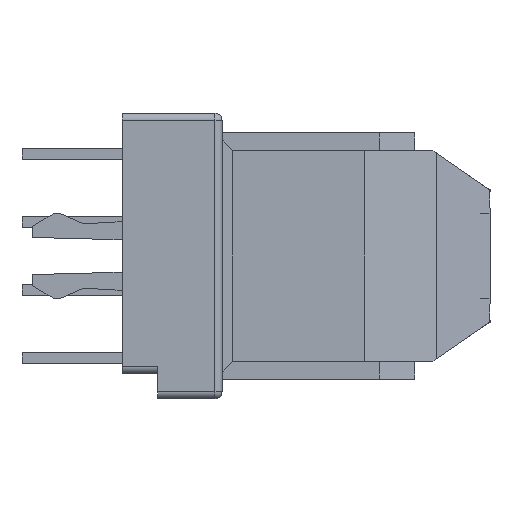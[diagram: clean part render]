
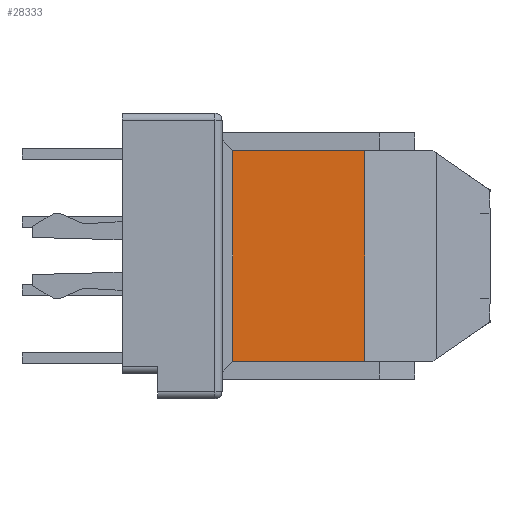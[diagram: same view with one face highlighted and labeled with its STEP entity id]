
A CAD part, left-side view. The second image highlights one B-rep face of the part: STEP entity #28333.
In plain terms, the highlighted planar face has unit normal (-1, 0, 0).
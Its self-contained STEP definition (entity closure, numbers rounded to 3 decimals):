
#1962 = EDGE_CURVE ( 'NONE', #14677, #25954, #46064, .T. ) ;
#2288 = ORIENTED_EDGE ( 'NONE', *, *, #7093, .F. ) ;
#3617 = LINE ( 'NONE', #3802, #22377 ) ;
#3802 = CARTESIAN_POINT ( 'NONE',  ( -29.99, -0.3, -2.95 ) ) ;
#4307 = CARTESIAN_POINT ( 'NONE',  ( -29.99, -0.3, 2.95 ) ) ;
#6570 = EDGE_LOOP ( 'NONE', ( #8436, #38671, #7582, #2288 ) ) ;
#6782 = CARTESIAN_POINT ( 'NONE',  ( -29.99, -0.3, -2.95 ) ) ;
#6803 = EDGE_CURVE ( 'NONE', #14677, #18465, #3617, .T. ) ;
#7093 = EDGE_CURVE ( 'NONE', #25954, #34535, #34440, .T. ) ;
#7582 = ORIENTED_EDGE ( 'NONE', *, *, #29713, .T. ) ;
#8436 = ORIENTED_EDGE ( 'NONE', *, *, #1962, .F. ) ;
#10694 = DIRECTION ( 'NONE',  ( 0., 0., -1. ) ) ;
#14677 = VERTEX_POINT ( 'NONE', #4307 ) ;
#15016 = LINE ( 'NONE', #37294, #41959 ) ;
#16506 = PLANE ( 'NONE',  #25297 ) ;
#16922 = VECTOR ( 'NONE', #34073, 1000. ) ;
#18465 = VERTEX_POINT ( 'NONE', #6782 ) ;
#20311 = DIRECTION ( 'NONE',  ( 1., 0., 0. ) ) ;
#21812 = CARTESIAN_POINT ( 'NONE',  ( -29.99, -4., 2.95 ) ) ;
#22377 = VECTOR ( 'NONE', #29866, 1000. ) ;
#24652 = VECTOR ( 'NONE', #10694, 1000. ) ;
#25297 = AXIS2_PLACEMENT_3D ( 'NONE', #34968, #20311, #45735 ) ;
#25300 = CARTESIAN_POINT ( 'NONE',  ( -29.99, -4., -2.95 ) ) ;
#25954 = VERTEX_POINT ( 'NONE', #39440 ) ;
#28333 = ADVANCED_FACE ( 'NONE', ( #47797 ), #16506, .F. ) ;
#29713 = EDGE_CURVE ( 'NONE', #18465, #34535, #15016, .T. ) ;
#29866 = DIRECTION ( 'NONE',  ( 0., 0., -1. ) ) ;
#30351 = CARTESIAN_POINT ( 'NONE',  ( -29.99, 0., 2.95 ) ) ;
#33731 = DIRECTION ( 'NONE',  ( 0., -1., 0. ) ) ;
#34073 = DIRECTION ( 'NONE',  ( 0., -1., 0. ) ) ;
#34440 = LINE ( 'NONE', #21812, #24652 ) ;
#34535 = VERTEX_POINT ( 'NONE', #25300 ) ;
#34968 = CARTESIAN_POINT ( 'NONE',  ( -29.99, 0., 2.95 ) ) ;
#37294 = CARTESIAN_POINT ( 'NONE',  ( -29.99, 0., -2.95 ) ) ;
#38671 = ORIENTED_EDGE ( 'NONE', *, *, #6803, .T. ) ;
#39440 = CARTESIAN_POINT ( 'NONE',  ( -29.99, -4., 2.95 ) ) ;
#41959 = VECTOR ( 'NONE', #33731, 1000. ) ;
#45735 = DIRECTION ( 'NONE',  ( 0., 0., -1. ) ) ;
#46064 = LINE ( 'NONE', #30351, #16922 ) ;
#47797 = FACE_OUTER_BOUND ( 'NONE', #6570, .T. ) ;
